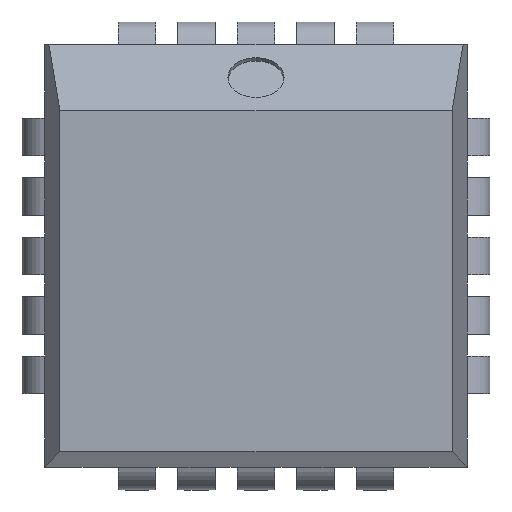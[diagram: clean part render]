
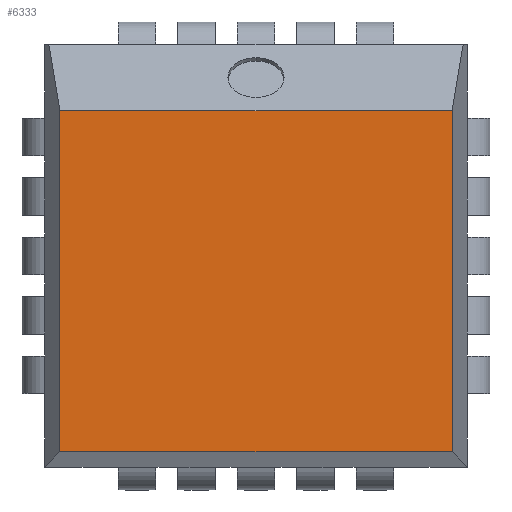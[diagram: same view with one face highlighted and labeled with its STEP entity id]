
A CAD part, top view. The second image highlights one B-rep face of the part: STEP entity #6333.
In plain terms, the highlighted planar face has unit normal (0, 0, 1).
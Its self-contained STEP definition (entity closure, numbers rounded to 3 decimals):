
#113 = CARTESIAN_POINT ( 'NONE',  ( 0.33, 0.33, 3.94 ) ) ;
#162 = EDGE_CURVE ( 'NONE', #3918, #6398, #6339, .T. ) ;
#368 = VERTEX_POINT ( 'NONE', #934 ) ;
#667 = VECTOR ( 'NONE', #7224, 1000. ) ;
#745 = DIRECTION ( 'NONE',  ( 0., 1., 0. ) ) ;
#827 = ORIENTED_EDGE ( 'NONE', *, *, #2538, .T. ) ;
#842 = CARTESIAN_POINT ( 'NONE',  ( 8.71, 10., 3.94 ) ) ;
#934 = CARTESIAN_POINT ( 'NONE',  ( 0.33, 7.62, 3.94 ) ) ;
#1180 = PLANE ( 'NONE',  #6161 ) ;
#1623 = LINE ( 'NONE', #842, #3762 ) ;
#1823 = ORIENTED_EDGE ( 'NONE', *, *, #162, .T. ) ;
#2100 = DIRECTION ( 'NONE',  ( 0., 0., 1. ) ) ;
#2538 = EDGE_CURVE ( 'NONE', #6398, #4861, #1623, .T. ) ;
#3762 = VECTOR ( 'NONE', #745, 1000. ) ;
#3853 = EDGE_CURVE ( 'NONE', #4861, #368, #5565, .T. ) ;
#3918 = VERTEX_POINT ( 'NONE', #113 ) ;
#4273 = CARTESIAN_POINT ( 'NONE',  ( 0., 0., 3.94 ) ) ;
#4420 = CARTESIAN_POINT ( 'NONE',  ( 8.71, 0.33, 3.94 ) ) ;
#4748 = LINE ( 'NONE', #6257, #5675 ) ;
#4834 = CARTESIAN_POINT ( 'NONE',  ( 0., 7.62, 3.94 ) ) ;
#4842 = CARTESIAN_POINT ( 'NONE',  ( 8.71, 7.62, 3.94 ) ) ;
#4861 = VERTEX_POINT ( 'NONE', #4842 ) ;
#4887 = DIRECTION ( 'NONE',  ( 0., -1., 0. ) ) ;
#4966 = DIRECTION ( 'NONE',  ( 1., 0., 0. ) ) ;
#5141 = EDGE_LOOP ( 'NONE', ( #7409, #1823, #827, #5418 ) ) ;
#5418 = ORIENTED_EDGE ( 'NONE', *, *, #3853, .T. ) ;
#5565 = LINE ( 'NONE', #4834, #667 ) ;
#5675 = VECTOR ( 'NONE', #4887, 1000. ) ;
#6161 = AXIS2_PLACEMENT_3D ( 'NONE', #4273, #2100, #7307 ) ;
#6257 = CARTESIAN_POINT ( 'NONE',  ( 0.33, 0., 3.94 ) ) ;
#6333 = ADVANCED_FACE ( 'NONE', ( #7838 ), #1180, .T. ) ;
#6339 = LINE ( 'NONE', #8667, #8543 ) ;
#6398 = VERTEX_POINT ( 'NONE', #4420 ) ;
#7224 = DIRECTION ( 'NONE',  ( -1., 0., 0. ) ) ;
#7307 = DIRECTION ( 'NONE',  ( 1., 0., 0. ) ) ;
#7409 = ORIENTED_EDGE ( 'NONE', *, *, #8901, .T. ) ;
#7838 = FACE_OUTER_BOUND ( 'NONE', #5141, .T. ) ;
#8543 = VECTOR ( 'NONE', #4966, 1000. ) ;
#8667 = CARTESIAN_POINT ( 'NONE',  ( 10., 0.33, 3.94 ) ) ;
#8901 = EDGE_CURVE ( 'NONE', #368, #3918, #4748, .T. ) ;
